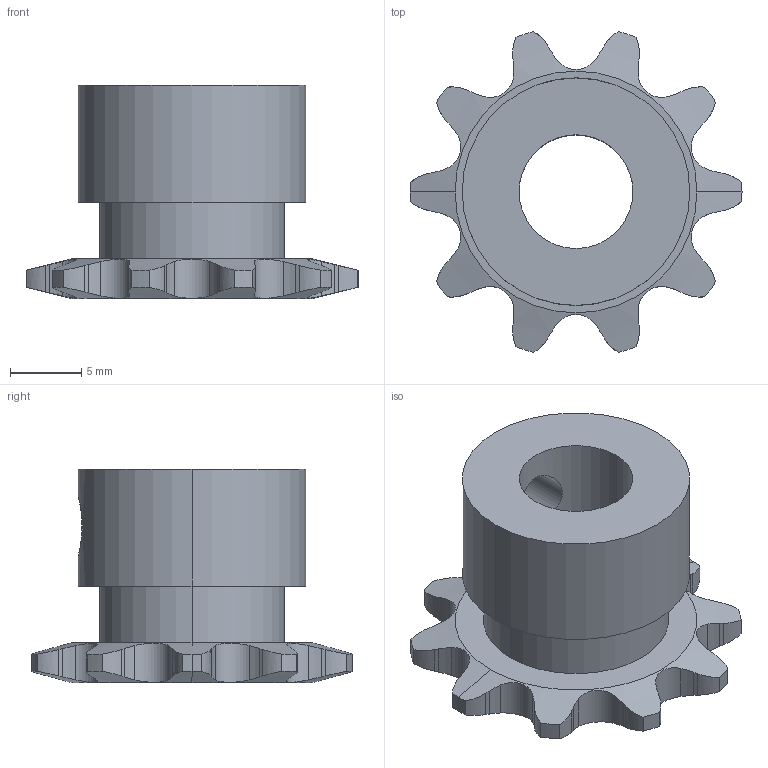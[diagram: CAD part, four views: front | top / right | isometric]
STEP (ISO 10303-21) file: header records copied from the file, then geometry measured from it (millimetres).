
FILE_DESCRIPTION (( 'STEP AP214' ), '1' );
FILE_NAME ('04C 10T Sprockets蟈謫.step', '2016-10-28T04:14:48', ( 'dell' ), ( '' ), 'SwSTEP 2.0', 'SolidWorks 2013', '' );
FILE_SCHEMA (( 'AUTOMOTIVE_DESIGN' ));
Length unit declared in the file: millimetre
Products named in the file (1): 04C 10T Sprockets蟈謫
Bounding box: 23.35 x 22.58 x 15 mm (x, y, z)
Volume: 2200.4 mm3; surface area: 1847.7 mm2
Topology: 1 solids, 1 shells, 97 faces, 277 edges, 184 vertices
Faces by surface type: cylinder 69, plane 24, cone 4
Entity records: 3727 total; most frequent: CARTESIAN_POINT 1375, ORIENTED_EDGE 554, DIRECTION 369, EDGE_CURVE 277, VERTEX_POINT 184, B_SPLINE_CURVE_WITH_KNOTS 144, AXIS2_PLACEMENT_3D 138, EDGE_LOOP 103
